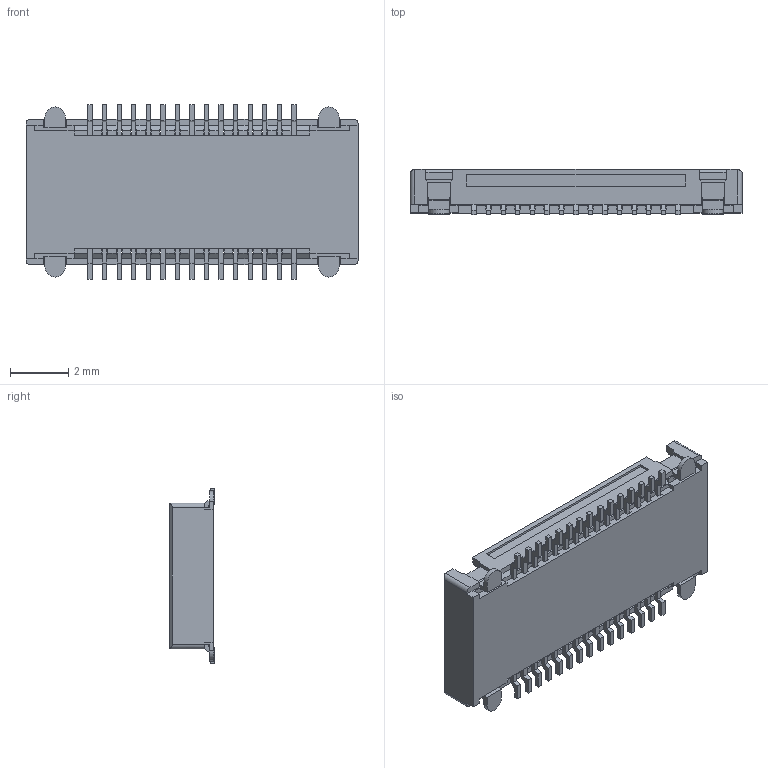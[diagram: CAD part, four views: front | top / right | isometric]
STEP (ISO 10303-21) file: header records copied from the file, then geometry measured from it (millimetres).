
FILE_DESCRIPTION((''),'2;1');
FILE_NAME('543630389','2018-07-10T',('akumar19'),(''),'PRO/ENGINEER BY PARAMETRIC TECHNOLOGY CORPORATION, 2012310','PRO/ENGINEER BY PARAMETRIC TECHNOLOGY CORPORATION, 2012310','');
FILE_SCHEMA(('CONFIG_CONTROL_DESIGN'));
Length unit declared in the file: millimetre
Products named in the file (1): 543630389
Bounding box: 11.4 x 1.55 x 6 mm (x, y, z)
Volume: 57.3 mm3; surface area: 343.1 mm2
Topology: 1 solids, 1 shells, 1237 faces, 4361 edges, 2890 vertices
Faces by surface type: plane 1219, cylinder 18
Entity records: 46260 total; most frequent: ORIENTED_EDGE 8450, CARTESIAN_POINT 8401, DIRECTION 6925, VECTOR 4257, LINE 4257, EDGE_CURVE 4225, VERTEX_POINT 2754, EDGE_LOOP 1361
